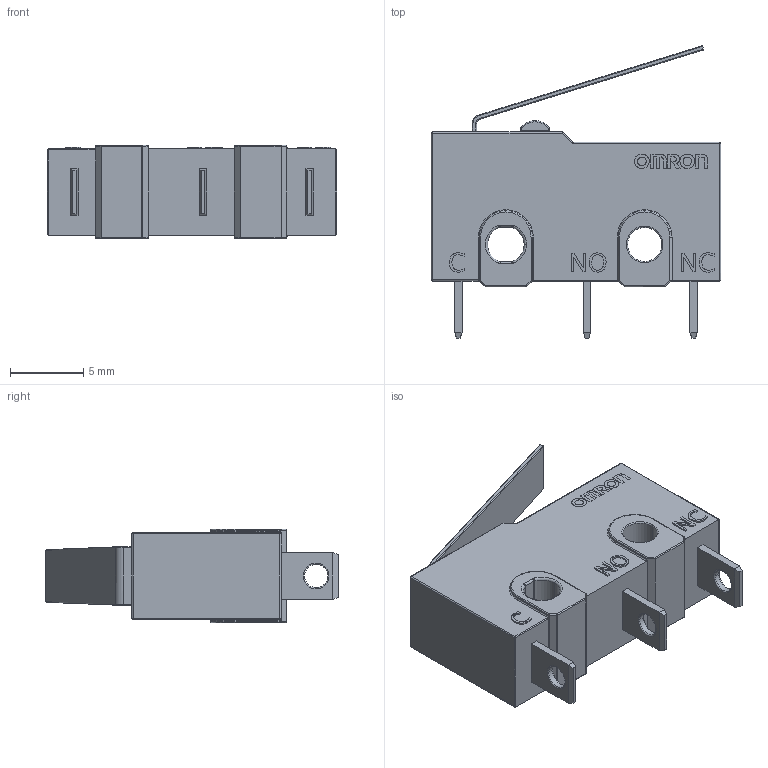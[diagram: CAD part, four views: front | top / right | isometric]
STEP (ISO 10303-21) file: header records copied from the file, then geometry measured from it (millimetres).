
FILE_DESCRIPTION (( 'STEP AP214' ), '1' );
FILE_NAME ('SS-5GL.STEP', '2022-09-29T18:49:16', ( '' ), ( '' ), 'SwSTEP 2.0', 'SolidWorks 2022', '' );
FILE_SCHEMA (( 'AUTOMOTIVE_DESIGN' ));
Length unit declared in the file: millimetre
Products named in the file (4): SS-5GL; Omron Updated Logo; SS_5GL_BASE; SS_5GL_ACTUATOR
Assembly tree (3 placements, depth 2):
  SS-5GL
    SS_5GL_ACTUATOR
    SS_5GL_BASE
    Omron Updated Logo
Bounding box: 19.8 x 19.99 x 6.4 mm (x, y, z)
Volume: 1160.8 mm3; surface area: 1069.4 mm2
Topology: 7 solids, 7 shells, 372 faces, 900 edges, 541 vertices
Faces by surface type: plane 124, cylinder 99, bspline 82, torus 51, sphere 16
Entity records: 14097 total; most frequent: CARTESIAN_POINT 4468, ORIENTED_EDGE 1778, DIRECTION 1543, EDGE_CURVE 889, AXIS2_PLACEMENT_3D 542, VERTEX_POINT 541, VECTOR 459, LINE 459
